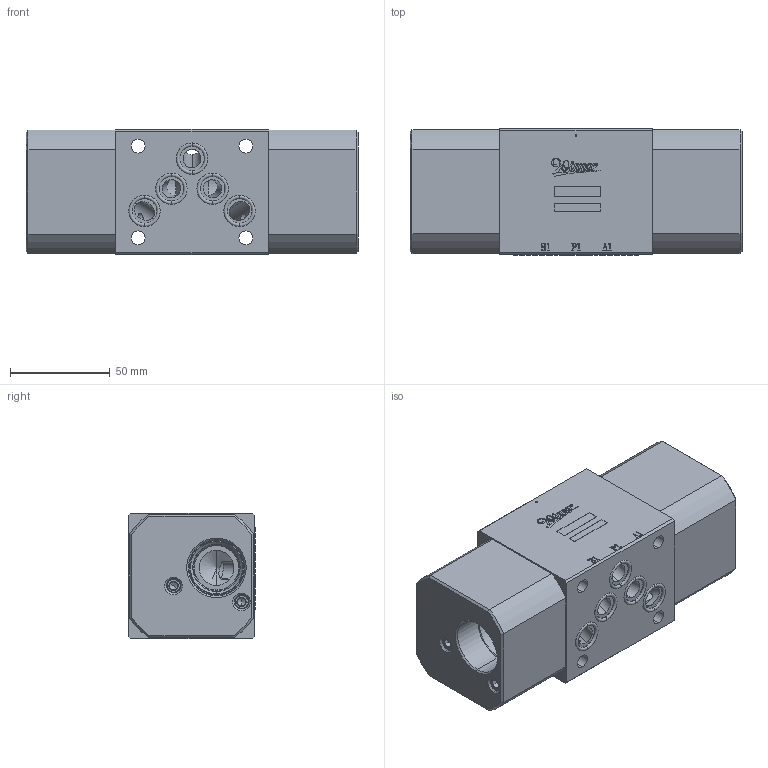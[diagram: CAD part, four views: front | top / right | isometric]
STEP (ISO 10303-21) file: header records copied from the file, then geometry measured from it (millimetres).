
FILE_DESCRIPTION (( 'STEP AP203' ), '1' );
FILE_NAME ('MH05CDT-22A4-22A4-Z03.STEP', '2025-01-10T02:36:36', ( 'user' ), ( '' ), 'SwSTEP 2.0', 'SolidWorks 2018', '' );
FILE_SCHEMA (( 'CONFIG_CONTROL_DESIGN' ));
Length unit declared in the file: millimetre
Products named in the file (4): MH05CDT-22A4-22A4-Z03; 4KAA014AA001_組合用; 5DBP00A002; 6EC05060CDTXXA001
Assembly tree (10 placements, depth 2):
  MH05CDT-22A4-22A4-Z03
    4KAA014AA001_組合用  x5
    5DBP00A002  x4
    6EC05060CDTXXA001
Bounding box: 166.2 x 63.48 x 63 mm (x, y, z)
Volume: 518725.6 mm3; surface area: 80368.6 mm2
Topology: 10 solids, 10 shells, 730 faces, 1920 edges, 1204 vertices
Faces by surface type: cylinder 290, plane 228, cone 135, bspline 53, torus 24
Entity records: 24797 total; most frequent: CARTESIAN_POINT 9604, ORIENTED_EDGE 3168, DIRECTION 2929, EDGE_CURVE 1584, AXIS2_PLACEMENT_3D 1065, VERTEX_POINT 1017, VECTOR 799, LINE 799
